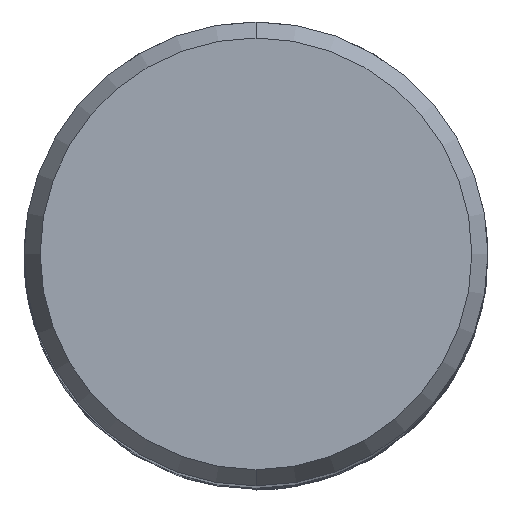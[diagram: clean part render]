
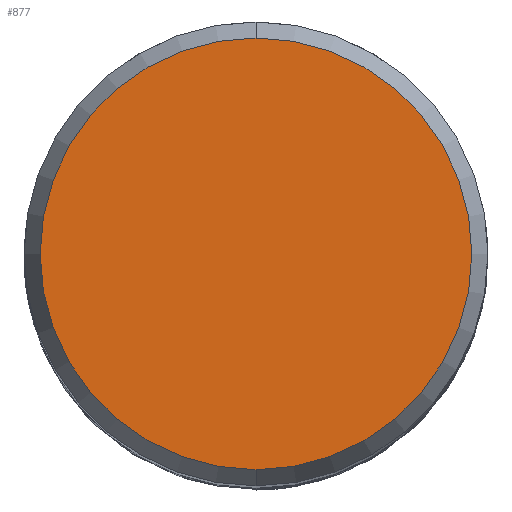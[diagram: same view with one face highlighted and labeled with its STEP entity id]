
A CAD part, top view. The second image highlights one B-rep face of the part: STEP entity #877.
In plain terms, the highlighted planar face has unit normal (0, 0, 1).
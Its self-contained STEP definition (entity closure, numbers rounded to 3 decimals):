
#757=VERTEX_POINT('',#1914);
#877=ADVANCED_FACE('',(#2050),#2051,.T.);
#1179=EDGE_CURVE('',#1213,#757,#2378,.T.);
#1213=VERTEX_POINT('',#2414);
#1353=EDGE_CURVE('',#757,#1213,#2562,.T.);
#1914=CARTESIAN_POINT('',(0.0,9.307,0.0));
#2050=FACE_OUTER_BOUND('',#6591,.T.);
#2051=PLANE('',#6592);
#2378=CIRCLE('',#11673,9.307);
#2414=CARTESIAN_POINT('',(0.,-9.307,0.0));
#2562=CIRCLE('',#12618,9.307);
#6591=EDGE_LOOP('',(#17199,#17200));
#6592=AXIS2_PLACEMENT_3D('',#17201,#17202,#17203);
#11673=AXIS2_PLACEMENT_3D('',#17499,#17500,#17501);
#12618=AXIS2_PLACEMENT_3D('',#17647,#17648,#17649);
#17199=ORIENTED_EDGE('',*,*,#1353,.F.);
#17200=ORIENTED_EDGE('',*,*,#1179,.F.);
#17201=CARTESIAN_POINT('',(0.0,4.654,0.0));
#17202=DIRECTION('',(-0.0,0.0,1.0));
#17203=DIRECTION('',(0.0,-1.0,0.0));
#17499=CARTESIAN_POINT('',(0.0,0.0,0.0));
#17500=DIRECTION('',(0.0,0.0,-1.0));
#17501=DIRECTION('',(0.0,1.0,0.0));
#17647=CARTESIAN_POINT('',(0.0,0.0,0.0));
#17648=DIRECTION('',(0.0,0.0,-1.0));
#17649=DIRECTION('',(0.0,1.0,0.0));
